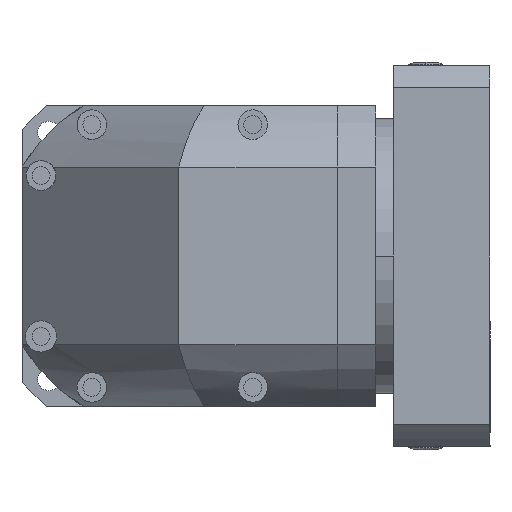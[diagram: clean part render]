
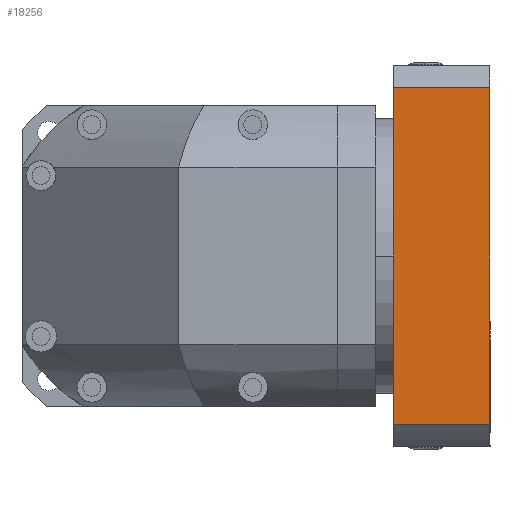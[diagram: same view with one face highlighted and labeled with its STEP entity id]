
A CAD part, left-side view. The second image highlights one B-rep face of the part: STEP entity #18256.
In plain terms, the highlighted planar face has unit normal (-1, 0, 0).
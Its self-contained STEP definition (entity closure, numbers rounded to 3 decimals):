
#1274 = VECTOR ( 'NONE', #15393, 1000. ) ;
#2071 = CARTESIAN_POINT ( 'NONE',  ( -190., -150., 79.373 ) ) ;
#3458 = EDGE_CURVE ( 'NONE', #15906, #17249, #19401, .T. ) ;
#3528 = EDGE_LOOP ( 'NONE', ( #17453, #4960, #17456, #10057 ) ) ;
#4321 = EDGE_CURVE ( 'NONE', #14590, #15906, #5875, .T. ) ;
#4960 = ORIENTED_EDGE ( 'NONE', *, *, #3458, .F. ) ;
#5875 = LINE ( 'NONE', #17452, #1274 ) ;
#6199 = CARTESIAN_POINT ( 'NONE',  ( -190., -104.5, -79.373 ) ) ;
#6337 = DIRECTION ( 'NONE',  ( 0., 1., 0. ) ) ;
#6592 = VERTEX_POINT ( 'NONE', #22244 ) ;
#7299 = VECTOR ( 'NONE', #15274, 1000. ) ;
#7337 = DIRECTION ( 'NONE',  ( 1., 0., 0. ) ) ;
#7839 = LINE ( 'NONE', #17016, #7299 ) ;
#10057 = ORIENTED_EDGE ( 'NONE', *, *, #13823, .F. ) ;
#11711 = VECTOR ( 'NONE', #13957, 1000. ) ;
#12425 = CARTESIAN_POINT ( 'NONE',  ( -190., -104.5, -87.617 ) ) ;
#13823 = EDGE_CURVE ( 'NONE', #6592, #14590, #16363, .T. ) ;
#13957 = DIRECTION ( 'NONE',  ( 0., -1., 0. ) ) ;
#14225 = PLANE ( 'NONE',  #16775 ) ;
#14590 = VERTEX_POINT ( 'NONE', #2071 ) ;
#15274 = DIRECTION ( 'NONE',  ( 0., 0., 1. ) ) ;
#15393 = DIRECTION ( 'NONE',  ( 0., 0., -1. ) ) ;
#15887 = EDGE_CURVE ( 'NONE', #17249, #6592, #7839, .T. ) ;
#15906 = VERTEX_POINT ( 'NONE', #22318 ) ;
#16363 = LINE ( 'NONE', #19199, #11711 ) ;
#16663 = CARTESIAN_POINT ( 'NONE',  ( -190., -150., -79.373 ) ) ;
#16775 = AXIS2_PLACEMENT_3D ( 'NONE', #12425, #7337, #19443 ) ;
#17016 = CARTESIAN_POINT ( 'NONE',  ( -190., -104.5, -87.617 ) ) ;
#17249 = VERTEX_POINT ( 'NONE', #6199 ) ;
#17452 = CARTESIAN_POINT ( 'NONE',  ( -190., -150., 0. ) ) ;
#17453 = ORIENTED_EDGE ( 'NONE', *, *, #15887, .F. ) ;
#17456 = ORIENTED_EDGE ( 'NONE', *, *, #4321, .F. ) ;
#17495 = FACE_OUTER_BOUND ( 'NONE', #3528, .T. ) ;
#18256 = ADVANCED_FACE ( 'NONE', ( #17495 ), #14225, .F. ) ;
#19199 = CARTESIAN_POINT ( 'NONE',  ( -190., -150., 79.373 ) ) ;
#19401 = LINE ( 'NONE', #16663, #19955 ) ;
#19443 = DIRECTION ( 'NONE',  ( 0., 0., -1. ) ) ;
#19955 = VECTOR ( 'NONE', #6337, 1000. ) ;
#22244 = CARTESIAN_POINT ( 'NONE',  ( -190., -104.5, 79.373 ) ) ;
#22318 = CARTESIAN_POINT ( 'NONE',  ( -190., -150., -79.373 ) ) ;
